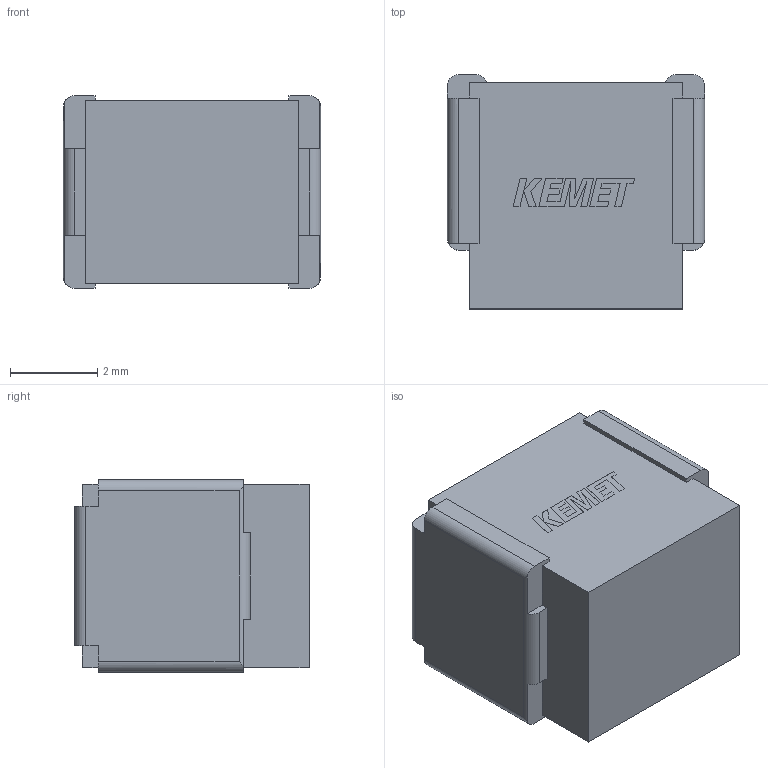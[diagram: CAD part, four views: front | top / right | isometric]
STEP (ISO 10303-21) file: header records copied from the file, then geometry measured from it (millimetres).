
FILE_DESCRIPTION (( 'STEP AP214' ), '1' );
FILE_NAME ('CFS_KSTD_2220_L5.9W5.2T4.2F0.5.STEP', '2023-03-23T17:14:30', ( '' ), ( '' ), 'SwSTEP 2.0', 'SolidWorks 2021', '' );
FILE_SCHEMA (( 'AUTOMOTIVE_DESIGN' ));
Length unit declared in the file: millimetre
Products named in the file (1): CFS_KSTD_2220_L5.9W5.2T4.2F0.5
Bounding box: 5.9 x 5.37 x 4.41 mm (x, y, z)
Volume: 120.9 mm3; surface area: 160.3 mm2
Topology: 4 solids, 4 shells, 121 faces, 339 edges, 226 vertices
Faces by surface type: plane 107, cylinder 14
Entity records: 4496 total; most frequent: CARTESIAN_POINT 699, ORIENTED_EDGE 678, DIRECTION 607, EDGE_CURVE 339, LINE 307, VECTOR 307, VERTEX_POINT 226, AXIS2_PLACEMENT_3D 150
